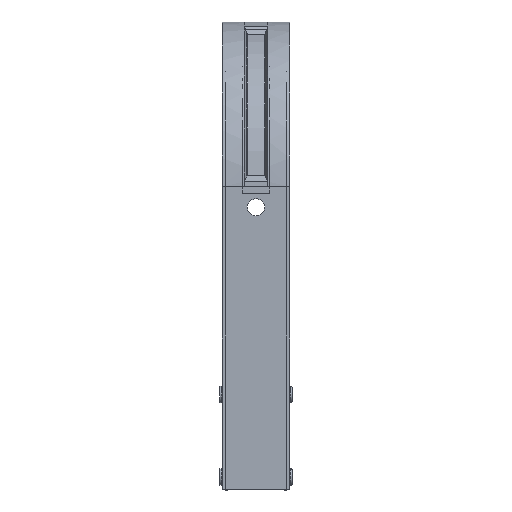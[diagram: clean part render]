
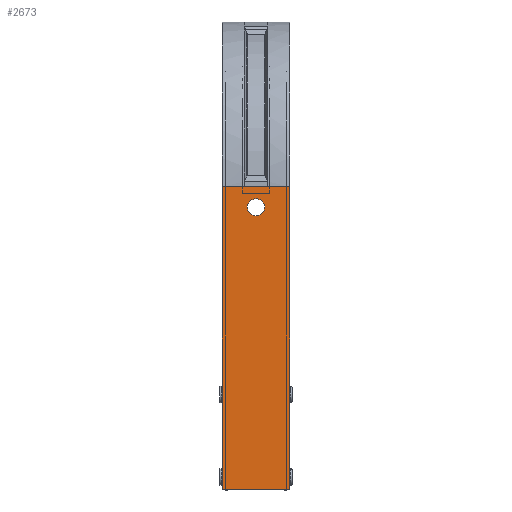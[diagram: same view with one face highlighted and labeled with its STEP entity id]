
A CAD part, top view. The second image highlights one B-rep face of the part: STEP entity #2673.
In plain terms, the highlighted planar face has unit normal (0, 0, 1).
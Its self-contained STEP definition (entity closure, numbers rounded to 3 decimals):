
#8 = VECTOR ( 'NONE', #2105, 1000. ) ;
#10 = LINE ( 'NONE', #2104, #8 ) ;
#66 = CARTESIAN_POINT ( 'NONE',  ( 8.5, -78.5, 325. ) ) ;
#71 = CARTESIAN_POINT ( 'NONE',  ( -24.5, 141.5, 325. ) ) ;
#72 = CARTESIAN_POINT ( 'NONE',  ( -8.5, 141.5, 325. ) ) ;
#73 = DIRECTION ( 'NONE',  ( 0., -1., 0. ) ) ;
#76 = CARTESIAN_POINT ( 'NONE',  ( 0., 126.5, 325. ) ) ;
#77 = DIRECTION ( 'NONE',  ( 0., 0., 1. ) ) ;
#78 = DIRECTION ( 'NONE',  ( 0., -1., 0. ) ) ;
#79 = DIRECTION ( 'NONE',  ( 1., 0., 0. ) ) ;
#80 = DIRECTION ( 'NONE',  ( -1., 0., 0. ) ) ;
#133 = CARTESIAN_POINT ( 'NONE',  ( 8.5, 141.5, 325. ) ) ;
#141 = PLANE ( 'NONE',  #4597 ) ;
#146 = DIRECTION ( 'NONE',  ( 0., 0., -1. ) ) ;
#147 = DIRECTION ( 'NONE',  ( 0., 1., 0. ) ) ;
#689 = EDGE_LOOP ( 'NONE', ( #3021, #3022, #3023, #3024, #3025, #901 ) ) ;
#710 = EDGE_LOOP ( 'NONE', ( #3020 ) ) ;
#901 = ORIENTED_EDGE ( 'NONE', *, *, #2499, .T. ) ;
#1246 = CARTESIAN_POINT ( 'NONE',  ( -24.5, 141.5, 325. ) ) ;
#1323 = CARTESIAN_POINT ( 'NONE',  ( 24.5, 141.5, 325. ) ) ;
#1337 = CARTESIAN_POINT ( 'NONE',  ( 24.5, -78.5, 325. ) ) ;
#1366 = CARTESIAN_POINT ( 'NONE',  ( -8.5, 141.5, 325. ) ) ;
#1473 = CARTESIAN_POINT ( 'NONE',  ( 8.5, 141.5, 325. ) ) ;
#1497 = CARTESIAN_POINT ( 'NONE',  ( -24.5, -78.5, 325. ) ) ;
#1711 = VERTEX_POINT ( 'NONE', #1366 ) ;
#1727 = VERTEX_POINT ( 'NONE', #1337 ) ;
#1732 = VERTEX_POINT ( 'NONE', #1323 ) ;
#1763 = VERTEX_POINT ( 'NONE', #1246 ) ;
#1788 = VERTEX_POINT ( 'NONE', #1497 ) ;
#1801 = VERTEX_POINT ( 'NONE', #1473 ) ;
#2104 = CARTESIAN_POINT ( 'NONE',  ( 24.5, 141.5, 325. ) ) ;
#2105 = DIRECTION ( 'NONE',  ( 0., -1., 0. ) ) ;
#2320 = CARTESIAN_POINT ( 'NONE',  ( 0., 120.25, 325. ) ) ;
#2476 = EDGE_CURVE ( 'NONE', #1763, #1711, #3713, .T. ) ;
#2480 = EDGE_CURVE ( 'NONE', #1801, #1732, #3709, .T. ) ;
#2499 = EDGE_CURVE ( 'NONE', #1763, #1788, #3687, .T. ) ;
#2501 = EDGE_CURVE ( 'NONE', #2591, #2591, #3681, .T. ) ;
#2502 = EDGE_CURVE ( 'NONE', #1788, #1727, #3678, .T. ) ;
#2503 = EDGE_CURVE ( 'NONE', #1801, #1711, #3679, .T. ) ;
#2591 = VERTEX_POINT ( 'NONE', #2320 ) ;
#2673 = ADVANCED_FACE ( 'NONE', ( #3637, #3520 ), #141, .F. ) ;
#3020 = ORIENTED_EDGE ( 'NONE', *, *, #2501, .F. ) ;
#3021 = ORIENTED_EDGE ( 'NONE', *, *, #2502, .T. ) ;
#3022 = ORIENTED_EDGE ( 'NONE', *, *, #3597, .F. ) ;
#3023 = ORIENTED_EDGE ( 'NONE', *, *, #2480, .F. ) ;
#3024 = ORIENTED_EDGE ( 'NONE', *, *, #2503, .T. ) ;
#3025 = ORIENTED_EDGE ( 'NONE', *, *, #2476, .F. ) ;
#3192 = CARTESIAN_POINT ( 'NONE',  ( 8.5, 141.5, 325. ) ) ;
#3194 = DIRECTION ( 'NONE',  ( 1., 0., 0. ) ) ;
#3202 = DIRECTION ( 'NONE',  ( 1., 0., 0. ) ) ;
#3203 = CARTESIAN_POINT ( 'NONE',  ( -24.5, 141.5, 325. ) ) ;
#3520 = FACE_OUTER_BOUND ( 'NONE', #689, .T. ) ;
#3597 = EDGE_CURVE ( 'NONE', #1732, #1727, #10, .T. ) ;
#3637 = FACE_BOUND ( 'NONE', #710, .T. ) ;
#3676 = VECTOR ( 'NONE', #79, 1000. ) ;
#3677 = VECTOR ( 'NONE', #80, 1000. ) ;
#3678 = LINE ( 'NONE', #66, #3676 ) ;
#3679 = LINE ( 'NONE', #72, #3677 ) ;
#3681 = CIRCLE ( 'NONE', #4584, 6.25 ) ;
#3682 = VECTOR ( 'NONE', #73, 1000. ) ;
#3687 = LINE ( 'NONE', #71, #3682 ) ;
#3707 = VECTOR ( 'NONE', #3194, 1000. ) ;
#3709 = LINE ( 'NONE', #3192, #3707 ) ;
#3710 = VECTOR ( 'NONE', #3202, 1000. ) ;
#3713 = LINE ( 'NONE', #3203, #3710 ) ;
#4584 = AXIS2_PLACEMENT_3D ( 'NONE', #76, #77, #78 ) ;
#4597 = AXIS2_PLACEMENT_3D ( 'NONE', #133, #146, #147 ) ;
